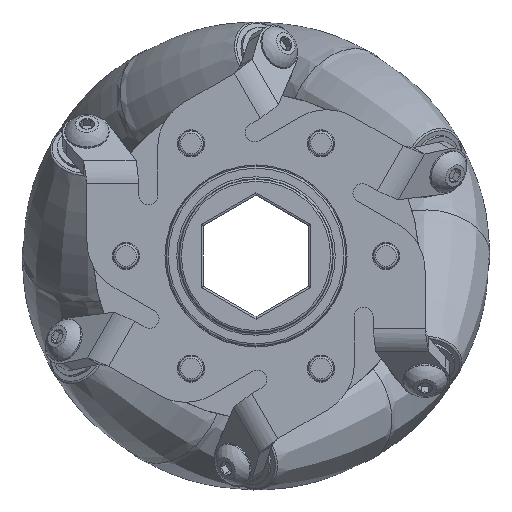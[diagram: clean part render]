
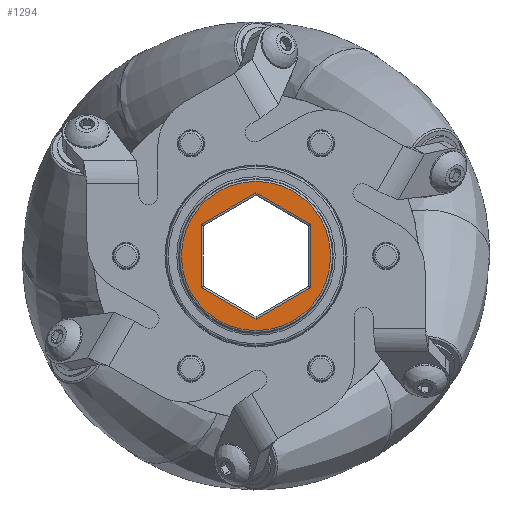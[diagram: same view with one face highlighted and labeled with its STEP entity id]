
A CAD part, left-side view. The second image highlights one B-rep face of the part: STEP entity #1294.
In plain terms, the highlighted planar face has unit normal (-1, 0, 0).
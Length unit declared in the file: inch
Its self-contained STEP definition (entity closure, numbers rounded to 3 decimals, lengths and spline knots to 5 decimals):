
#404 = ORIENTED_EDGE ( 'NONE', *, *, #33158, .T. ) ;
#898 = CARTESIAN_POINT ( 'NONE',  ( -0.875, 0.2625, 0.15155 ) ) ;
#908 = DIRECTION ( 'NONE',  ( 0., 0., -1. ) ) ;
#1294 = ADVANCED_FACE ( 'NONE', ( #46861, #42875 ), #4572, .F. ) ;
#1390 = LINE ( 'NONE', #28162, #20264 ) ;
#2084 = VECTOR ( 'NONE', #38658, 39.37008 ) ;
#2508 = ORIENTED_EDGE ( 'NONE', *, *, #14653, .T. ) ;
#2569 = EDGE_LOOP ( 'NONE', ( #2508 ) ) ;
#4429 = ORIENTED_EDGE ( 'NONE', *, *, #27378, .T. ) ;
#4572 = PLANE ( 'NONE',  #44261 ) ;
#7110 = VERTEX_POINT ( 'NONE', #10877 ) ;
#7234 = EDGE_CURVE ( 'NONE', #7110, #36931, #25793, .T. ) ;
#7979 = LINE ( 'NONE', #38128, #2084 ) ;
#8047 = CARTESIAN_POINT ( 'NONE',  ( -0.875, -0.13125, -0.22733 ) ) ;
#8057 = ORIENTED_EDGE ( 'NONE', *, *, #7234, .T. ) ;
#8352 = VECTOR ( 'NONE', #21586, 39.37008 ) ;
#10877 = CARTESIAN_POINT ( 'NONE',  ( -0.875, -0.2625, -0.15155 ) ) ;
#12685 = DIRECTION ( 'NONE',  ( 0., 0., -1. ) ) ;
#13505 = CIRCLE ( 'NONE', #44139, 0.35869 ) ;
#14126 = EDGE_LOOP ( 'NONE', ( #51656, #404, #4429, #8057, #15222, #26556 ) ) ;
#14325 = EDGE_CURVE ( 'NONE', #41394, #33814, #44445, .T. ) ;
#14653 = EDGE_CURVE ( 'NONE', #50276, #50276, #13505, .T. ) ;
#15155 = VERTEX_POINT ( 'NONE', #33877 ) ;
#15222 = ORIENTED_EDGE ( 'NONE', *, *, #31012, .T. ) ;
#17204 = VECTOR ( 'NONE', #39416, 39.37008 ) ;
#20264 = VECTOR ( 'NONE', #45032, 39.37008 ) ;
#20902 = DIRECTION ( 'NONE',  ( -1., 0., 0. ) ) ;
#20916 = LINE ( 'NONE', #51317, #26845 ) ;
#21494 = CARTESIAN_POINT ( 'NONE',  ( -0.875, 0.2625, -0.15155 ) ) ;
#21586 = DIRECTION ( 'NONE',  ( 0., 0.866, -0.5 ) ) ;
#24369 = CARTESIAN_POINT ( 'NONE',  ( -0.875, 0., -0.35869 ) ) ;
#25793 = LINE ( 'NONE', #8047, #8352 ) ;
#25935 = CARTESIAN_POINT ( 'NONE',  ( -0.875, 0., 0. ) ) ;
#26556 = ORIENTED_EDGE ( 'NONE', *, *, #14325, .T. ) ;
#26759 = CARTESIAN_POINT ( 'NONE',  ( -0.875, 0., 0.30311 ) ) ;
#26845 = VECTOR ( 'NONE', #12685, 39.37008 ) ;
#26983 = CARTESIAN_POINT ( 'NONE',  ( -0.875, 0.2625, 0. ) ) ;
#27337 = LINE ( 'NONE', #49025, #17204 ) ;
#27378 = EDGE_CURVE ( 'NONE', #15155, #7110, #20916, .T. ) ;
#28162 = CARTESIAN_POINT ( 'NONE',  ( -0.875, 0.13125, 0.22733 ) ) ;
#30405 = DIRECTION ( 'NONE',  ( 0., 0., -1. ) ) ;
#30471 = DIRECTION ( 'NONE',  ( 1., 0., 0. ) ) ;
#31012 = EDGE_CURVE ( 'NONE', #36931, #41394, #27337, .T. ) ;
#32184 = CARTESIAN_POINT ( 'NONE',  ( -0.875, 0., -0.30311 ) ) ;
#33158 = EDGE_CURVE ( 'NONE', #41456, #15155, #7979, .T. ) ;
#33814 = VERTEX_POINT ( 'NONE', #898 ) ;
#33877 = CARTESIAN_POINT ( 'NONE',  ( -0.875, -0.2625, 0.15155 ) ) ;
#36931 = VERTEX_POINT ( 'NONE', #32184 ) ;
#38128 = CARTESIAN_POINT ( 'NONE',  ( -0.875, -0.13125, 0.22733 ) ) ;
#38658 = DIRECTION ( 'NONE',  ( 0., -0.866, -0.5 ) ) ;
#39073 = DIRECTION ( 'NONE',  ( 0., 0., 1. ) ) ;
#39416 = DIRECTION ( 'NONE',  ( 0., 0.866, 0.5 ) ) ;
#41394 = VERTEX_POINT ( 'NONE', #21494 ) ;
#41456 = VERTEX_POINT ( 'NONE', #26759 ) ;
#42449 = VECTOR ( 'NONE', #39073, 39.37008 ) ;
#42536 = EDGE_CURVE ( 'NONE', #33814, #41456, #1390, .T. ) ;
#42875 = FACE_OUTER_BOUND ( 'NONE', #2569, .T. ) ;
#43170 = CARTESIAN_POINT ( 'NONE',  ( -0.875, 0., 0. ) ) ;
#44139 = AXIS2_PLACEMENT_3D ( 'NONE', #25935, #20902, #30405 ) ;
#44261 = AXIS2_PLACEMENT_3D ( 'NONE', #43170, #30471, #908 ) ;
#44445 = LINE ( 'NONE', #26983, #42449 ) ;
#45032 = DIRECTION ( 'NONE',  ( 0., -0.866, 0.5 ) ) ;
#46861 = FACE_BOUND ( 'NONE', #14126, .T. ) ;
#49025 = CARTESIAN_POINT ( 'NONE',  ( -0.875, 0.13125, -0.22733 ) ) ;
#50276 = VERTEX_POINT ( 'NONE', #24369 ) ;
#51317 = CARTESIAN_POINT ( 'NONE',  ( -0.875, -0.2625, 0. ) ) ;
#51656 = ORIENTED_EDGE ( 'NONE', *, *, #42536, .T. ) ;
